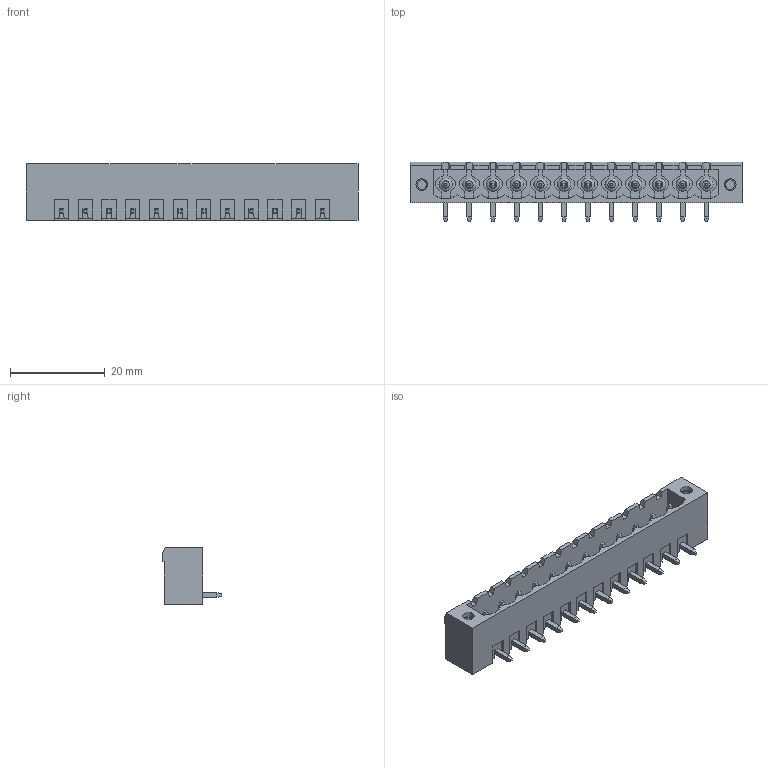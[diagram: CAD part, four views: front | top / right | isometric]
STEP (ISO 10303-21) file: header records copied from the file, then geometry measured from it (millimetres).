
FILE_DESCRIPTION( ( 'Unknown' ), '1' );
FILE_NAME( '691317710012.stp', 'Unknown', ( 'Unknown' ), ( 'Unknown' ), 'PSStep 18.0.17', 'Unknown', ' ' );
FILE_SCHEMA( ( 'AUTOMOTIVE_DESIGN { 1 0 10303 214 1 1 1 1 }' ) );
Length unit declared in the file: millimetre
Products named in the file (4): Assem1; 6913177100xx_INSERT; 6913177100xx_PIN; 691317710012
Assembly tree (15 placements, depth 2):
  Assem1
    6913177100xx_INSERT  x2
    6913177100xx_PIN  x12
    691317710012
Bounding box: 70 x 12.5 x 12 mm (x, y, z)
Volume: 2844.3 mm3; surface area: 7081.6 mm2
Topology: 15 solids, 15 shells, 692 faces, 1839 edges, 1185 vertices
Faces by surface type: plane 632, cylinder 44, torus 16
Full cylindrical faces by diameter (mm): 2 x2, 2.5 x2, 2.8 x12
Entity records: 19911 total; most frequent: CARTESIAN_POINT 3040, ORIENTED_EDGE 2730, DIRECTION 2473, EDGE_CURVE 1365, LINE 1251, VECTOR 1251, VERTEX_POINT 914, AXIS2_PLACEMENT_3D 611
